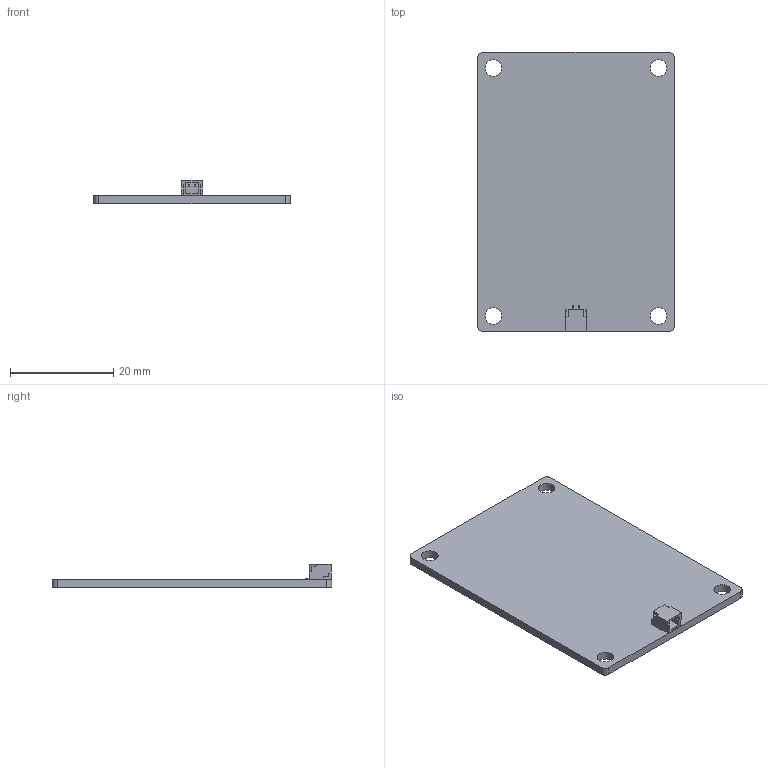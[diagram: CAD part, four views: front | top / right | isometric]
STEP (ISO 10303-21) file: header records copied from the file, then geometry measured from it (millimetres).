
FILE_DESCRIPTION(('KiCad electronic assembly'),'2;1');
FILE_NAME('Rain_sensor_3D.step','2021-09-06T08:32:10',('Pcbnew'),( 'Kicad'),'Open CASCADE STEP processor 7.5','KiCad to STEP converter' ,'Unknown');
FILE_SCHEMA(('AUTOMOTIVE_DESIGN { 1 0 10303 214 1 1 1 1 }'));
Length unit declared in the file: millimetre
Products named in the file (4): Rain_sensor_3D 1; SM02B-SRSS-TB; SOLID; COMPOUND
Assembly tree (3 placements, depth 3):
  Rain_sensor_3D 1
    SM02B-SRSS-TB
      SOLID
    COMPOUND
Bounding box: 38 x 54 x 4.55 mm (x, y, z)
Volume: 3262 mm3; surface area: 4511.7 mm2
Topology: 2 solids, 2 shells, 81 faces, 220 edges, 146 vertices
Faces by surface type: bspline 67, cylinder 8, plane 6
Full cylindrical faces by diameter (mm): 3.2 x4
Entity records: 5449 total; most frequent: CARTESIAN_POINT 1740, B_SPLINE_CURVE_WITH_KNOTS 552, ORIENTED_EDGE 440, PCURVE 440, DEFINITIONAL_REPRESENTATION 440, EDGE_CURVE 220, SURFACE_CURVE 216, VERTEX_POINT 146
